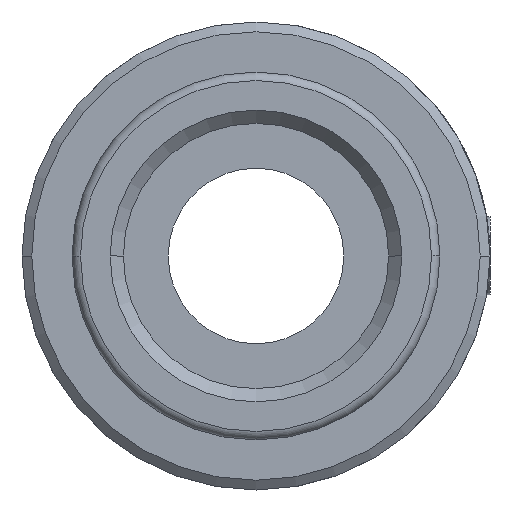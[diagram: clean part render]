
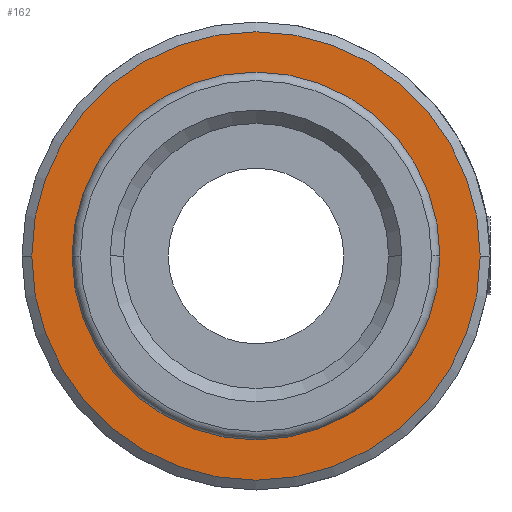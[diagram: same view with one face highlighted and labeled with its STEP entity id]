
A CAD part, front view. The second image highlights one B-rep face of the part: STEP entity #162.
In plain terms, the highlighted planar face has unit normal (0, -1, 0).
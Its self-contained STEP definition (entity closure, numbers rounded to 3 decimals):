
#162=ADVANCED_FACE('',(#373,#374),#375,.T.);
#373=FACE_BOUND('',#638,.T.);
#374=FACE_OUTER_BOUND('',#639,.T.);
#375=PLANE('',#640);
#638=EDGE_LOOP('',(#1041,#1042));
#639=EDGE_LOOP('',(#1043,#1044));
#640=AXIS2_PLACEMENT_3D('',#1045,#1046,#1047);
#1041=ORIENTED_EDGE('',*,*,#1608,.T.);
#1042=ORIENTED_EDGE('',*,*,#1510,.T.);
#1043=ORIENTED_EDGE('',*,*,#1624,.F.);
#1044=ORIENTED_EDGE('',*,*,#1500,.F.);
#1045=CARTESIAN_POINT('',(5.75,3.6,0.0));
#1046=DIRECTION('',(0.,-1.0,-0.0));
#1047=DIRECTION('',(-1.0,0.,0.0));
#1500=EDGE_CURVE('',#1763,#1758,#1765,.T.);
#1510=EDGE_CURVE('',#1777,#1781,#1783,.T.);
#1608=EDGE_CURVE('',#1781,#1777,#1943,.T.);
#1624=EDGE_CURVE('',#1758,#1763,#1963,.T.);
#1758=VERTEX_POINT('',#2128);
#1763=VERTEX_POINT('',#2134);
#1765=CIRCLE('',#2137,11.5);
#1777=VERTEX_POINT('',#2227);
#1781=VERTEX_POINT('',#2232);
#1783=CIRCLE('',#2235,9.0);
#1943=CIRCLE('',#2758,9.0);
#1963=CIRCLE('',#2784,11.5);
#2128=CARTESIAN_POINT('',(11.5,3.6,0.0));
#2134=CARTESIAN_POINT('',(-11.5,3.6,0.));
#2137=AXIS2_PLACEMENT_3D('',#3051,#3052,#3053);
#2227=CARTESIAN_POINT('',(9.0,3.6,0.));
#2232=CARTESIAN_POINT('',(-9.0,3.6,0.));
#2235=AXIS2_PLACEMENT_3D('',#3061,#3062,#3063);
#2758=AXIS2_PLACEMENT_3D('',#3195,#3196,#3197);
#2784=AXIS2_PLACEMENT_3D('',#3219,#3220,#3221);
#3051=CARTESIAN_POINT('',(0.0,3.6,0.0));
#3052=DIRECTION('',(-0.0,1.0,0.0));
#3053=DIRECTION('',(1.0,0.0,0.0));
#3061=CARTESIAN_POINT('',(0.0,3.6,0.0));
#3062=DIRECTION('',(0.,1.0,0.0));
#3063=DIRECTION('',(1.0,0.,0.0));
#3195=CARTESIAN_POINT('',(0.0,3.6,0.0));
#3196=DIRECTION('',(0.,1.0,0.0));
#3197=DIRECTION('',(1.0,0.,0.0));
#3219=CARTESIAN_POINT('',(0.0,3.6,0.0));
#3220=DIRECTION('',(-0.0,1.0,0.0));
#3221=DIRECTION('',(1.0,0.0,0.0));
